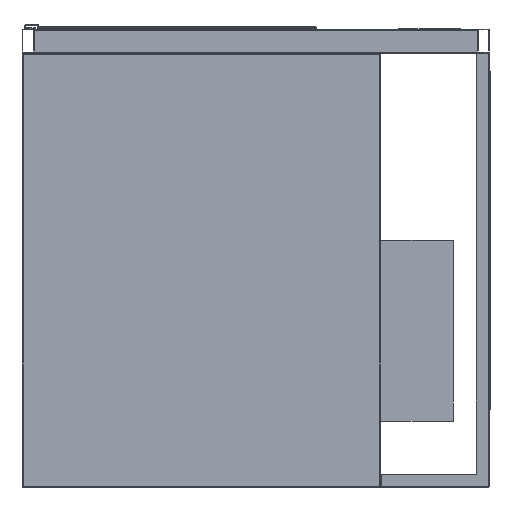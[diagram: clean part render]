
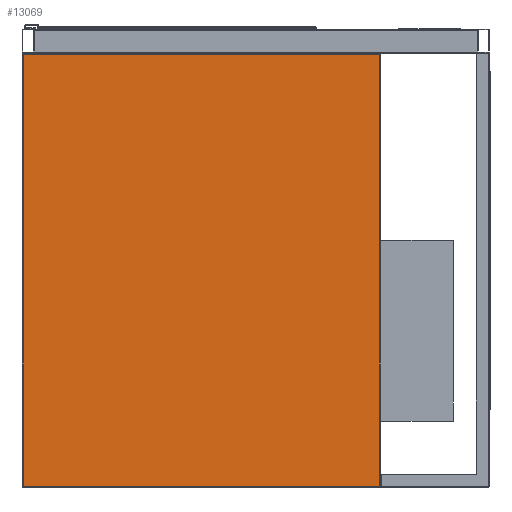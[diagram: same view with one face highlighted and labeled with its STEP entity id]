
A CAD part, front view. The second image highlights one B-rep face of the part: STEP entity #13069.
In plain terms, the highlighted planar face has unit normal (0, -1, 0).
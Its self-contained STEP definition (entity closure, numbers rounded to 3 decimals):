
#167 = EDGE_CURVE ( 'NONE', #15030, #7826, #9516, .T. ) ;
#442 = ORIENTED_EDGE ( 'NONE', *, *, #4840, .T. ) ;
#1788 = LINE ( 'NONE', #2787, #8791 ) ;
#2152 = PLANE ( 'NONE',  #12121 ) ;
#2538 = CARTESIAN_POINT ( 'NONE',  ( -297.5, -230., -758. ) ) ;
#2702 = ORIENTED_EDGE ( 'NONE', *, *, #14217, .T. ) ;
#2719 = VECTOR ( 'NONE', #13731, 1000. ) ;
#2787 = CARTESIAN_POINT ( 'NONE',  ( -295.5, -230., -760. ) ) ;
#3123 = FACE_OUTER_BOUND ( 'NONE', #13064, .T. ) ;
#4840 = EDGE_CURVE ( 'NONE', #6591, #15030, #1788, .T. ) ;
#4950 = CARTESIAN_POINT ( 'NONE',  ( 295.5, -230., -42. ) ) ;
#5745 = CARTESIAN_POINT ( 'NONE',  ( -297.5, -230., -760. ) ) ;
#6441 = EDGE_CURVE ( 'NONE', #7115, #6591, #7956, .T. ) ;
#6591 = VERTEX_POINT ( 'NONE', #14185 ) ;
#6726 = CARTESIAN_POINT ( 'NONE',  ( -297.5, -230., -42. ) ) ;
#7049 = DIRECTION ( 'NONE',  ( 1., 0., 0. ) ) ;
#7073 = CARTESIAN_POINT ( 'NONE',  ( 295.5, -230., -760. ) ) ;
#7115 = VERTEX_POINT ( 'NONE', #4950 ) ;
#7414 = ORIENTED_EDGE ( 'NONE', *, *, #6441, .T. ) ;
#7439 = DIRECTION ( 'NONE',  ( 0., 0., -1. ) ) ;
#7826 = VERTEX_POINT ( 'NONE', #8978 ) ;
#7877 = DIRECTION ( 'NONE',  ( 0., 0., -1. ) ) ;
#7956 = LINE ( 'NONE', #6726, #2719 ) ;
#8791 = VECTOR ( 'NONE', #7439, 1000. ) ;
#8978 = CARTESIAN_POINT ( 'NONE',  ( 295.5, -230., -758. ) ) ;
#9163 = VECTOR ( 'NONE', #7049, 1000. ) ;
#9516 = LINE ( 'NONE', #2538, #9163 ) ;
#10419 = DIRECTION ( 'NONE',  ( 0., -1., 0. ) ) ;
#12121 = AXIS2_PLACEMENT_3D ( 'NONE', #5745, #10419, #7877 ) ;
#12707 = LINE ( 'NONE', #7073, #14620 ) ;
#12895 = CARTESIAN_POINT ( 'NONE',  ( -295.5, -230., -758. ) ) ;
#13064 = EDGE_LOOP ( 'NONE', ( #7414, #442, #14155, #2702 ) ) ;
#13069 = ADVANCED_FACE ( 'Fl�che8', ( #3123 ), #2152, .T. ) ;
#13731 = DIRECTION ( 'NONE',  ( -1., 0., 0. ) ) ;
#14010 = DIRECTION ( 'NONE',  ( 0., 0., 1. ) ) ;
#14155 = ORIENTED_EDGE ( 'NONE', *, *, #167, .T. ) ;
#14185 = CARTESIAN_POINT ( 'NONE',  ( -295.5, -230., -42. ) ) ;
#14217 = EDGE_CURVE ( 'NONE', #7826, #7115, #12707, .T. ) ;
#14620 = VECTOR ( 'NONE', #14010, 1000. ) ;
#15030 = VERTEX_POINT ( 'NONE', #12895 ) ;
